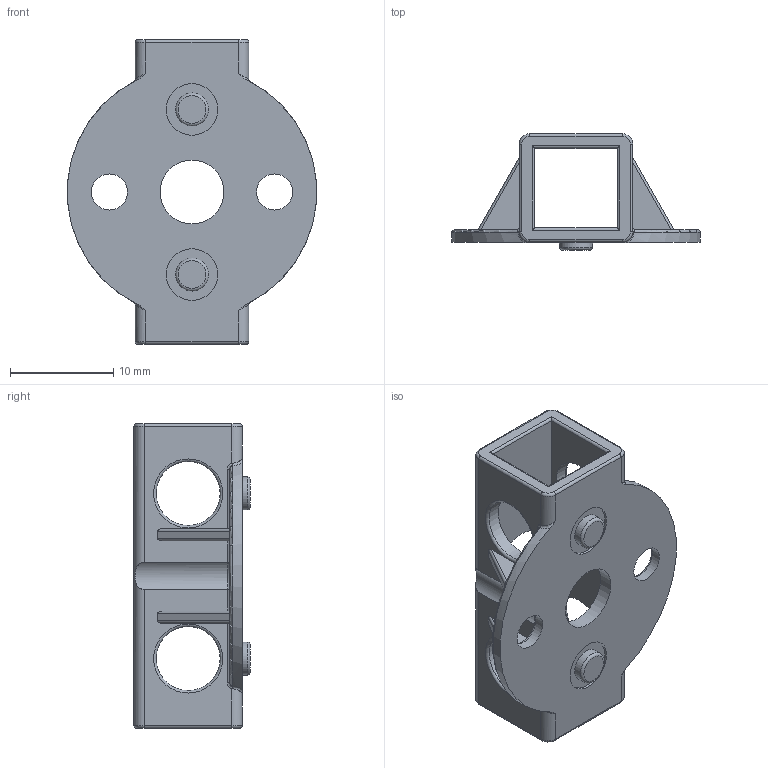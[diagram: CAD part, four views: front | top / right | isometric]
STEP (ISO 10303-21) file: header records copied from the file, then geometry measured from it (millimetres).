
FILE_DESCRIPTION(/* description */ (''),/* implementation_level */ '2;1');
FILE_NAME(/* name */ 'Tetrix_739120.ipt.stp',/* time_stamp */ '2014-12-18T17:46:56-08:00',/* author */ ('Autodesk Inc.'),/* organization */ ('Autodesk Inc.'),/* preprocessor_version */ 'ST-DEVELOPER v15.6',/* originating_system */ 'Autodesk Inventor 2015',/* authorisation */ '');
FILE_SCHEMA (('AUTOMOTIVE_DESIGN { 1 0 10303 214 3 1 1 }'));
Length unit declared in the file: millimetre
Products named in the file (1): Tetrix_739120
Bounding box: 24.12 x 11.25 x 29.5 mm (x, y, z)
Volume: 1580.6 mm3; surface area: 2570.2 mm2
Topology: 1 solids, 1 shells, 117 faces, 288 edges, 177 vertices
Faces by surface type: cylinder 54, plane 30, torus 21, bspline 12
Full cylindrical faces by diameter (mm): 3.2 x2, 3.5 x2, 5 x2, 6.2 x6
Entity records: 4188 total; most frequent: CARTESIAN_POINT 1349, DIRECTION 572, ORIENTED_EDGE 526, EDGE_CURVE 263, AXIS2_PLACEMENT_3D 231, VERTEX_POINT 173, EDGE_LOOP 160, STYLED_ITEM 118
